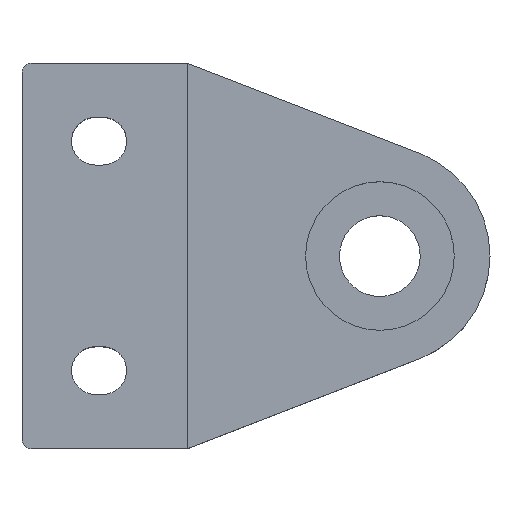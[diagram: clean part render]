
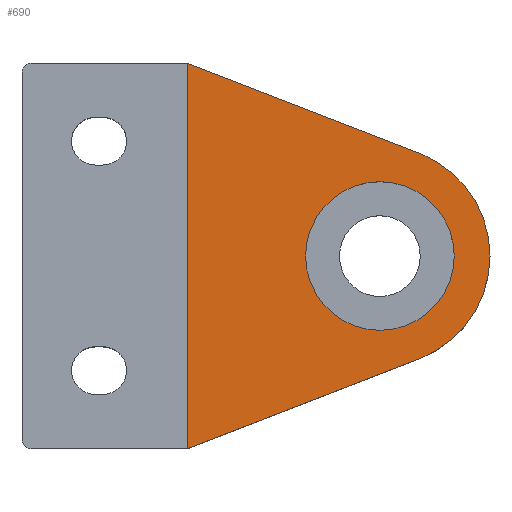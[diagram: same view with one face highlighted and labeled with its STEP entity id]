
A CAD part, top view. The second image highlights one B-rep face of the part: STEP entity #690.
In plain terms, the highlighted planar face has unit normal (0, 0, 1).
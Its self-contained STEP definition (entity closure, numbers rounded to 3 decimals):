
#24 = VERTEX_POINT('',#25);
#25 = CARTESIAN_POINT('',(4.333,-11.19,8.));
#32 = CYLINDRICAL_SURFACE('',#33,12.);
#33 = AXIS2_PLACEMENT_3D('',#34,#35,#36);
#34 = CARTESIAN_POINT('',(0.,0.,0.));
#35 = DIRECTION('',(-0.,-0.,-1.));
#36 = DIRECTION('',(1.,0.,0.));
#44 = PLANE('',#45);
#45 = AXIS2_PLACEMENT_3D('',#46,#47,#48);
#46 = CARTESIAN_POINT('',(4.333,-11.19,0.));
#47 = DIRECTION('',(0.361,-0.933,0.));
#48 = DIRECTION('',(-0.933,-0.361,0.));
#56 = EDGE_CURVE('',#24,#57,#59,.T.);
#57 = VERTEX_POINT('',#58);
#58 = CARTESIAN_POINT('',(4.333,11.19,8.));
#59 = SURFACE_CURVE('',#60,(#65,#72),.PCURVE_S1.);
#60 = CIRCLE('',#61,12.);
#61 = AXIS2_PLACEMENT_3D('',#62,#63,#64);
#62 = CARTESIAN_POINT('',(0.,0.,8.));
#63 = DIRECTION('',(0.,0.,1.));
#64 = DIRECTION('',(1.,0.,0.));
#65 = PCURVE('',#32,#66);
#66 = DEFINITIONAL_REPRESENTATION('',(#67),#71);
#67 = LINE('',#68,#69);
#68 = CARTESIAN_POINT('',(-0.,-8.));
#69 = VECTOR('',#70,1.);
#70 = DIRECTION('',(-1.,0.));
#71 = ( GEOMETRIC_REPRESENTATION_CONTEXT(2) 
PARAMETRIC_REPRESENTATION_CONTEXT() REPRESENTATION_CONTEXT('2D SPACE',''
  ) );
#72 = PCURVE('',#73,#78);
#73 = PLANE('',#74);
#74 = AXIS2_PLACEMENT_3D('',#75,#76,#77);
#75 = CARTESIAN_POINT('',(-18.181,0.,8.));
#76 = DIRECTION('',(0.,0.,1.));
#77 = DIRECTION('',(1.,0.,0.));
#78 = DEFINITIONAL_REPRESENTATION('',(#79),#83);
#79 = CIRCLE('',#80,12.);
#80 = AXIS2_PLACEMENT_2D('',#81,#82);
#81 = CARTESIAN_POINT('',(18.181,0.));
#82 = DIRECTION('',(1.,0.));
#83 = ( GEOMETRIC_REPRESENTATION_CONTEXT(2) 
PARAMETRIC_REPRESENTATION_CONTEXT() REPRESENTATION_CONTEXT('2D SPACE',''
  ) );
#101 = PLANE('',#102);
#102 = AXIS2_PLACEMENT_3D('',#103,#104,#105);
#103 = CARTESIAN_POINT('',(4.333,11.19,0.));
#104 = DIRECTION('',(-0.361,-0.933,0.));
#105 = DIRECTION('',(-0.933,0.361,0.));
#144 = EDGE_CURVE('',#24,#145,#147,.T.);
#145 = VERTEX_POINT('',#146);
#146 = CARTESIAN_POINT('',(-21.,-21.,8.));
#147 = SURFACE_CURVE('',#148,(#152,#159),.PCURVE_S1.);
#148 = LINE('',#149,#150);
#149 = CARTESIAN_POINT('',(4.333,-11.19,8.));
#150 = VECTOR('',#151,1.);
#151 = DIRECTION('',(-0.933,-0.361,0.));
#152 = PCURVE('',#44,#153);
#153 = DEFINITIONAL_REPRESENTATION('',(#154),#158);
#154 = LINE('',#155,#156);
#155 = CARTESIAN_POINT('',(0.,-8.));
#156 = VECTOR('',#157,1.);
#157 = DIRECTION('',(1.,-0.));
#158 = ( GEOMETRIC_REPRESENTATION_CONTEXT(2) 
PARAMETRIC_REPRESENTATION_CONTEXT() REPRESENTATION_CONTEXT('2D SPACE',''
  ) );
#159 = PCURVE('',#73,#160);
#160 = DEFINITIONAL_REPRESENTATION('',(#161),#165);
#161 = LINE('',#162,#163);
#162 = CARTESIAN_POINT('',(22.514,-11.19));
#163 = VECTOR('',#164,1.);
#164 = DIRECTION('',(-0.933,-0.361));
#165 = ( GEOMETRIC_REPRESENTATION_CONTEXT(2) 
PARAMETRIC_REPRESENTATION_CONTEXT() REPRESENTATION_CONTEXT('2D SPACE',''
  ) );
#220 = EDGE_CURVE('',#57,#221,#223,.T.);
#221 = VERTEX_POINT('',#222);
#222 = CARTESIAN_POINT('',(-21.,21.,8.));
#223 = SURFACE_CURVE('',#224,(#228,#235),.PCURVE_S1.);
#224 = LINE('',#225,#226);
#225 = CARTESIAN_POINT('',(4.333,11.19,8.));
#226 = VECTOR('',#227,1.);
#227 = DIRECTION('',(-0.933,0.361,0.));
#228 = PCURVE('',#101,#229);
#229 = DEFINITIONAL_REPRESENTATION('',(#230),#234);
#230 = LINE('',#231,#232);
#231 = CARTESIAN_POINT('',(0.,-8.));
#232 = VECTOR('',#233,1.);
#233 = DIRECTION('',(1.,0.));
#234 = ( GEOMETRIC_REPRESENTATION_CONTEXT(2) 
PARAMETRIC_REPRESENTATION_CONTEXT() REPRESENTATION_CONTEXT('2D SPACE',''
  ) );
#235 = PCURVE('',#73,#236);
#236 = DEFINITIONAL_REPRESENTATION('',(#237),#241);
#237 = LINE('',#238,#239);
#238 = CARTESIAN_POINT('',(22.514,11.19));
#239 = VECTOR('',#240,1.);
#240 = DIRECTION('',(-0.933,0.361));
#241 = ( GEOMETRIC_REPRESENTATION_CONTEXT(2) 
PARAMETRIC_REPRESENTATION_CONTEXT() REPRESENTATION_CONTEXT('2D SPACE',''
  ) );
#690 = ADVANCED_FACE('',(#691,#722),#73,.T.);
#691 = FACE_BOUND('',#692,.T.);
#692 = EDGE_LOOP('',(#693,#694,#695,#696));
#693 = ORIENTED_EDGE('',*,*,#144,.F.);
#694 = ORIENTED_EDGE('',*,*,#56,.T.);
#695 = ORIENTED_EDGE('',*,*,#220,.T.);
#696 = ORIENTED_EDGE('',*,*,#697,.T.);
#697 = EDGE_CURVE('',#221,#145,#698,.T.);
#698 = SURFACE_CURVE('',#699,(#703,#710),.PCURVE_S1.);
#699 = LINE('',#700,#701);
#700 = CARTESIAN_POINT('',(-21.,21.,8.));
#701 = VECTOR('',#702,1.);
#702 = DIRECTION('',(0.,-1.,0.));
#703 = PCURVE('',#73,#704);
#704 = DEFINITIONAL_REPRESENTATION('',(#705),#709);
#705 = LINE('',#706,#707);
#706 = CARTESIAN_POINT('',(-2.819,21.));
#707 = VECTOR('',#708,1.);
#708 = DIRECTION('',(0.,-1.));
#709 = ( GEOMETRIC_REPRESENTATION_CONTEXT(2) 
PARAMETRIC_REPRESENTATION_CONTEXT() REPRESENTATION_CONTEXT('2D SPACE',''
  ) );
#710 = PCURVE('',#711,#716);
#711 = PLANE('',#712);
#712 = AXIS2_PLACEMENT_3D('',#713,#714,#715);
#713 = CARTESIAN_POINT('',(-21.,21.,8.));
#714 = DIRECTION('',(1.,0.,0.));
#715 = DIRECTION('',(0.,-1.,0.));
#716 = DEFINITIONAL_REPRESENTATION('',(#717),#721);
#717 = LINE('',#718,#719);
#718 = CARTESIAN_POINT('',(0.,0.));
#719 = VECTOR('',#720,1.);
#720 = DIRECTION('',(1.,0.));
#721 = ( GEOMETRIC_REPRESENTATION_CONTEXT(2) 
PARAMETRIC_REPRESENTATION_CONTEXT() REPRESENTATION_CONTEXT('2D SPACE',''
  ) );
#722 = FACE_BOUND('',#723,.T.);
#723 = EDGE_LOOP('',(#724));
#724 = ORIENTED_EDGE('',*,*,#725,.F.);
#725 = EDGE_CURVE('',#726,#726,#728,.T.);
#726 = VERTEX_POINT('',#727);
#727 = CARTESIAN_POINT('',(8.1,0.,8.));
#728 = SURFACE_CURVE('',#729,(#734,#741),.PCURVE_S1.);
#729 = CIRCLE('',#730,8.1);
#730 = AXIS2_PLACEMENT_3D('',#731,#732,#733);
#731 = CARTESIAN_POINT('',(0.,0.,8.));
#732 = DIRECTION('',(0.,0.,1.));
#733 = DIRECTION('',(1.,0.,0.));
#734 = PCURVE('',#73,#735);
#735 = DEFINITIONAL_REPRESENTATION('',(#736),#740);
#736 = CIRCLE('',#737,8.1);
#737 = AXIS2_PLACEMENT_2D('',#738,#739);
#738 = CARTESIAN_POINT('',(18.181,0.));
#739 = DIRECTION('',(1.,0.));
#740 = ( GEOMETRIC_REPRESENTATION_CONTEXT(2) 
PARAMETRIC_REPRESENTATION_CONTEXT() REPRESENTATION_CONTEXT('2D SPACE',''
  ) );
#741 = PCURVE('',#742,#747);
#742 = CYLINDRICAL_SURFACE('',#743,8.1);
#743 = AXIS2_PLACEMENT_3D('',#744,#745,#746);
#744 = CARTESIAN_POINT('',(0.,0.,8.));
#745 = DIRECTION('',(0.,0.,1.));
#746 = DIRECTION('',(1.,0.,0.));
#747 = DEFINITIONAL_REPRESENTATION('',(#748),#752);
#748 = LINE('',#749,#750);
#749 = CARTESIAN_POINT('',(0.,0.));
#750 = VECTOR('',#751,1.);
#751 = DIRECTION('',(1.,0.));
#752 = ( GEOMETRIC_REPRESENTATION_CONTEXT(2) 
PARAMETRIC_REPRESENTATION_CONTEXT() REPRESENTATION_CONTEXT('2D SPACE',''
  ) );
